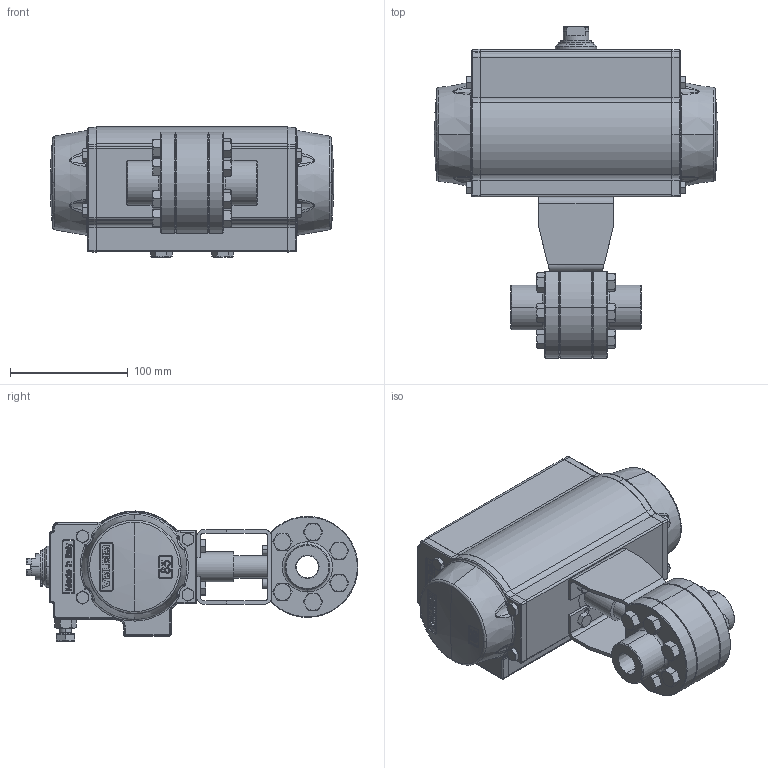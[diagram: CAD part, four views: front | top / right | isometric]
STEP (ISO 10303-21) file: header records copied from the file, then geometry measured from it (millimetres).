
FILE_DESCRIPTION (( 'STEP AP203' ), '1' );
FILE_NAME ('10000F-050-PT_UT-2.5.STEP', '2017-10-27T17:52:38', ( '' ), ( '' ), 'SwSTEP 2.0', 'SolidWorks 2014', '' );
FILE_SCHEMA (( 'CONFIG_CONTROL_DESIGN' ));
Length unit declared in the file: inch
Products named in the file (1): 10000F-050-PT_UT-2.5
Bounding box: 240.69 x 281.91 x 110.39 mm (x, y, z)
Surface area: 194601.7 mm2 (no closed solid volume)
Topology: 0 solids, 47 shells, 1364 faces, 4186 edges, 2790 vertices
Faces by surface type: plane 522, bspline 343, cone 286, cylinder 183, sphere 26, torus 4
Entity records: 68804 total; most frequent: CARTESIAN_POINT 34896, ORIENTED_EDGE 7055, DIRECTION 6200, EDGE_CURVE 4166, VERTEX_POINT 2790, AXIS2_PLACEMENT_3D 2273, VECTOR 1654, LINE 1654
